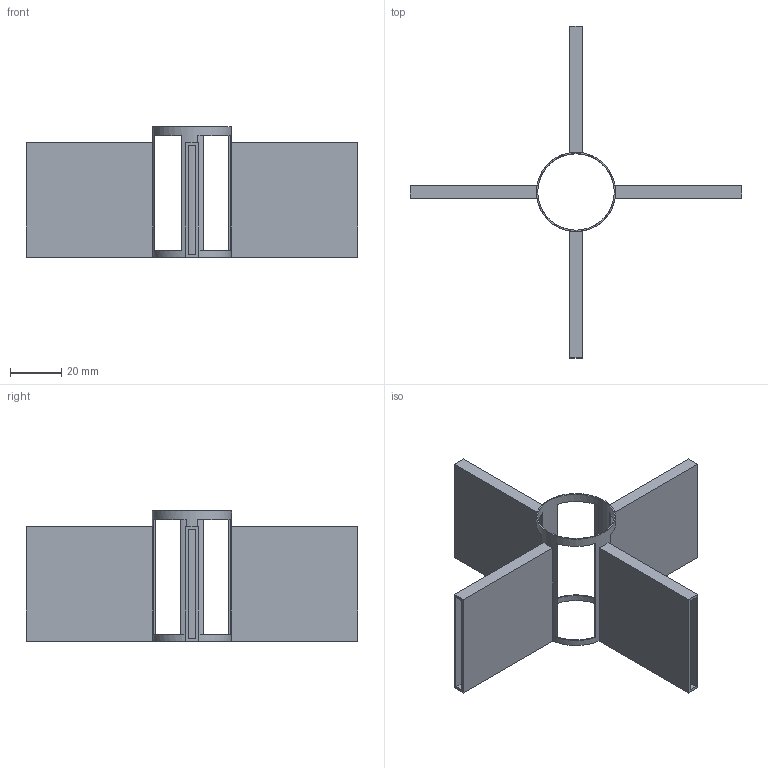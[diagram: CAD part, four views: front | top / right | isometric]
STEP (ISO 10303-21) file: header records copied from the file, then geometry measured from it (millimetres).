
FILE_DESCRIPTION(/* description */ ('STEP AP242','CAx-IF Rec.Pracs.---Representation and Presentation of Product Manufacturing Information (PMI)---4.0---2014-10-13','CAx-IF Rec.Pracs.---3D Tessellated Geometry---0.4---2014-09-14','2;1'),/* implementation_level */ '2;1');
FILE_NAME(/* name */ '6307e74d143d3919f8bd7ab8',/* time_stamp */ '2022-08-25T21:19:10+00:00',/* author */ (''),/* organization */ (''),/* preprocessor_version */ 'ST-DEVELOPER v18.102',/* originating_system */ ' ',/* authorisation */ ' ');
FILE_SCHEMA (('AP242_MANAGED_MODEL_BASED_3D_ENGINEERING_MIM_LF { 1 0 10303 442 1 1 4 }'));
Length unit declared in the file: metre
Products named in the file (3): Part 3; Part 2; Part 1
Bounding box: 130 x 130 x 51 mm (x, y, z)
Volume: 19934.7 mm3; surface area: 42802.8 mm2
Topology: 3 solids, 3 shells, 58 faces, 150 edges, 100 vertices
Faces by surface type: plane 52, cylinder 6
Full cylindrical faces by diameter (mm): 30 x1, 31 x1
Entity records: 1852 total; most frequent: CARTESIAN_POINT 307, DIRECTION 304, ORIENTED_EDGE 294, EDGE_CURVE 147, LINE 112, VECTOR 112, VERTEX_POINT 99, AXIS2_PLACEMENT_3D 96
